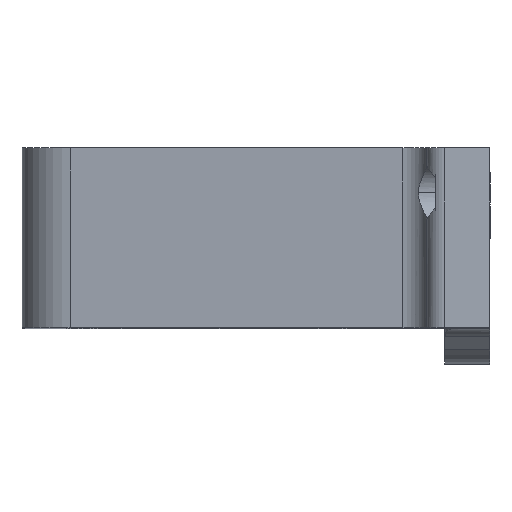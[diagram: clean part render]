
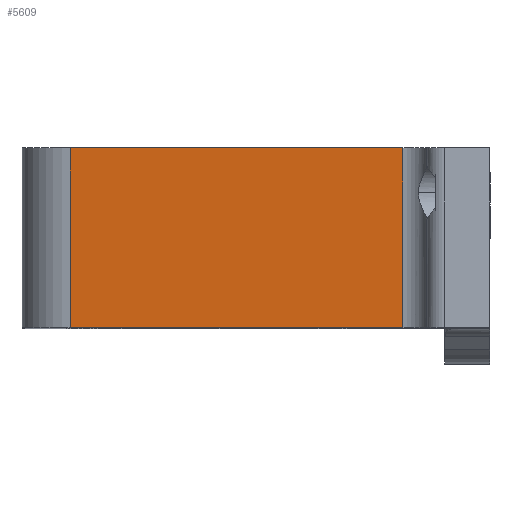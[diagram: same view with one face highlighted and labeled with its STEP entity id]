
A CAD part, top view. The second image highlights one B-rep face of the part: STEP entity #5609.
In plain terms, the highlighted planar face has unit normal (-0.109, 0, 0.994).
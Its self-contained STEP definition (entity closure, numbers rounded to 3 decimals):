
#72 = PLANE('',#73);
#73 = AXIS2_PLACEMENT_3D('',#74,#75,#76);
#74 = CARTESIAN_POINT('',(-5.,-10.,33.));
#75 = DIRECTION('',(0.,-1.,0.));
#76 = DIRECTION('',(0.,0.,-1.));
#126 = PLANE('',#127);
#127 = AXIS2_PLACEMENT_3D('',#128,#129,#130);
#128 = CARTESIAN_POINT('',(-5.,10.,33.));
#129 = DIRECTION('',(0.,-1.,0.));
#130 = DIRECTION('',(0.,0.,-1.));
#1094 = VERTEX_POINT('',#1095);
#1095 = CARTESIAN_POINT('',(-9.673,10.,26.018));
#1110 = CYLINDRICAL_SURFACE('',#1111,3.);
#1111 = AXIS2_PLACEMENT_3D('',#1112,#1113,#1114);
#1112 = CARTESIAN_POINT('',(-10.,10.,29.));
#1113 = DIRECTION('',(0.,1.,0.));
#1114 = DIRECTION('',(1.,0.,0.));
#1122 = EDGE_CURVE('',#1123,#1094,#1125,.T.);
#1123 = VERTEX_POINT('',#1124);
#1124 = CARTESIAN_POINT('',(-46.654,10.,21.964));
#1125 = SURFACE_CURVE('',#1126,(#1130,#1137),.PCURVE_S1.);
#1126 = LINE('',#1127,#1128);
#1127 = CARTESIAN_POINT('',(-46.654,10.,21.964));
#1128 = VECTOR('',#1129,1.);
#1129 = DIRECTION('',(0.994,0.,0.109));
#1130 = PCURVE('',#126,#1131);
#1131 = DEFINITIONAL_REPRESENTATION('',(#1132),#1136);
#1132 = LINE('',#1133,#1134);
#1133 = CARTESIAN_POINT('',(11.036,-41.654));
#1134 = VECTOR('',#1135,1.);
#1135 = DIRECTION('',(-0.109,0.994));
#1136 = ( GEOMETRIC_REPRESENTATION_CONTEXT(2) 
PARAMETRIC_REPRESENTATION_CONTEXT() REPRESENTATION_CONTEXT('2D SPACE',''
  ) );
#1137 = PCURVE('',#1138,#1143);
#1138 = PLANE('',#1139);
#1139 = AXIS2_PLACEMENT_3D('',#1140,#1141,#1142);
#1140 = CARTESIAN_POINT('',(-46.654,10.,21.964));
#1141 = DIRECTION('',(-0.109,0.,0.994));
#1142 = DIRECTION('',(0.994,0.,0.109));
#1143 = DEFINITIONAL_REPRESENTATION('',(#1144),#1148);
#1144 = LINE('',#1145,#1146);
#1145 = CARTESIAN_POINT('',(0.,0.));
#1146 = VECTOR('',#1147,1.);
#1147 = DIRECTION('',(1.,0.));
#1148 = ( GEOMETRIC_REPRESENTATION_CONTEXT(2) 
PARAMETRIC_REPRESENTATION_CONTEXT() REPRESENTATION_CONTEXT('2D SPACE',''
  ) );
#1167 = CYLINDRICAL_SURFACE('',#1168,6.);
#1168 = AXIS2_PLACEMENT_3D('',#1169,#1170,#1171);
#1169 = CARTESIAN_POINT('',(-46.,10.,16.));
#1170 = DIRECTION('',(0.,1.,0.));
#1171 = DIRECTION('',(1.,0.,0.));
#2491 = VERTEX_POINT('',#2492);
#2492 = CARTESIAN_POINT('',(-9.673,-10.,26.018));
#2514 = EDGE_CURVE('',#2515,#2491,#2517,.T.);
#2515 = VERTEX_POINT('',#2516);
#2516 = CARTESIAN_POINT('',(-46.654,-10.,21.964));
#2517 = SURFACE_CURVE('',#2518,(#2522,#2529),.PCURVE_S1.);
#2518 = LINE('',#2519,#2520);
#2519 = CARTESIAN_POINT('',(-46.654,-10.,21.964));
#2520 = VECTOR('',#2521,1.);
#2521 = DIRECTION('',(0.994,0.,0.109));
#2522 = PCURVE('',#72,#2523);
#2523 = DEFINITIONAL_REPRESENTATION('',(#2524),#2528);
#2524 = LINE('',#2525,#2526);
#2525 = CARTESIAN_POINT('',(11.036,-41.654));
#2526 = VECTOR('',#2527,1.);
#2527 = DIRECTION('',(-0.109,0.994));
#2528 = ( GEOMETRIC_REPRESENTATION_CONTEXT(2) 
PARAMETRIC_REPRESENTATION_CONTEXT() REPRESENTATION_CONTEXT('2D SPACE',''
  ) );
#2529 = PCURVE('',#1138,#2530);
#2530 = DEFINITIONAL_REPRESENTATION('',(#2531),#2535);
#2531 = LINE('',#2532,#2533);
#2532 = CARTESIAN_POINT('',(0.,-20.));
#2533 = VECTOR('',#2534,1.);
#2534 = DIRECTION('',(1.,0.));
#2535 = ( GEOMETRIC_REPRESENTATION_CONTEXT(2) 
PARAMETRIC_REPRESENTATION_CONTEXT() REPRESENTATION_CONTEXT('2D SPACE',''
  ) );
#5288 = EDGE_CURVE('',#1094,#2491,#5289,.T.);
#5289 = SURFACE_CURVE('',#5290,(#5294,#5301),.PCURVE_S1.);
#5290 = LINE('',#5291,#5292);
#5291 = CARTESIAN_POINT('',(-9.673,10.,26.018));
#5292 = VECTOR('',#5293,1.);
#5293 = DIRECTION('',(0.,-1.,0.));
#5294 = PCURVE('',#1110,#5295);
#5295 = DEFINITIONAL_REPRESENTATION('',(#5296),#5300);
#5296 = LINE('',#5297,#5298);
#5297 = CARTESIAN_POINT('',(-4.822,0.));
#5298 = VECTOR('',#5299,1.);
#5299 = DIRECTION('',(-0.,-1.));
#5300 = ( GEOMETRIC_REPRESENTATION_CONTEXT(2) 
PARAMETRIC_REPRESENTATION_CONTEXT() REPRESENTATION_CONTEXT('2D SPACE',''
  ) );
#5301 = PCURVE('',#1138,#5302);
#5302 = DEFINITIONAL_REPRESENTATION('',(#5303),#5307);
#5303 = LINE('',#5304,#5305);
#5304 = CARTESIAN_POINT('',(37.202,0.));
#5305 = VECTOR('',#5306,1.);
#5306 = DIRECTION('',(0.,-1.));
#5307 = ( GEOMETRIC_REPRESENTATION_CONTEXT(2) 
PARAMETRIC_REPRESENTATION_CONTEXT() REPRESENTATION_CONTEXT('2D SPACE',''
  ) );
#5609 = ADVANCED_FACE('',(#5610),#1138,.T.);
#5610 = FACE_BOUND('',#5611,.T.);
#5611 = EDGE_LOOP('',(#5612,#5633,#5634,#5635));
#5612 = ORIENTED_EDGE('',*,*,#5613,.T.);
#5613 = EDGE_CURVE('',#1123,#2515,#5614,.T.);
#5614 = SURFACE_CURVE('',#5615,(#5619,#5626),.PCURVE_S1.);
#5615 = LINE('',#5616,#5617);
#5616 = CARTESIAN_POINT('',(-46.654,10.,21.964));
#5617 = VECTOR('',#5618,1.);
#5618 = DIRECTION('',(0.,-1.,0.));
#5619 = PCURVE('',#1138,#5620);
#5620 = DEFINITIONAL_REPRESENTATION('',(#5621),#5625);
#5621 = LINE('',#5622,#5623);
#5622 = CARTESIAN_POINT('',(0.,0.));
#5623 = VECTOR('',#5624,1.);
#5624 = DIRECTION('',(0.,-1.));
#5625 = ( GEOMETRIC_REPRESENTATION_CONTEXT(2) 
PARAMETRIC_REPRESENTATION_CONTEXT() REPRESENTATION_CONTEXT('2D SPACE',''
  ) );
#5626 = PCURVE('',#1167,#5627);
#5627 = DEFINITIONAL_REPRESENTATION('',(#5628),#5632);
#5628 = LINE('',#5629,#5630);
#5629 = CARTESIAN_POINT('',(-1.68,0.));
#5630 = VECTOR('',#5631,1.);
#5631 = DIRECTION('',(-0.,-1.));
#5632 = ( GEOMETRIC_REPRESENTATION_CONTEXT(2) 
PARAMETRIC_REPRESENTATION_CONTEXT() REPRESENTATION_CONTEXT('2D SPACE',''
  ) );
#5633 = ORIENTED_EDGE('',*,*,#2514,.T.);
#5634 = ORIENTED_EDGE('',*,*,#5288,.F.);
#5635 = ORIENTED_EDGE('',*,*,#1122,.F.);
